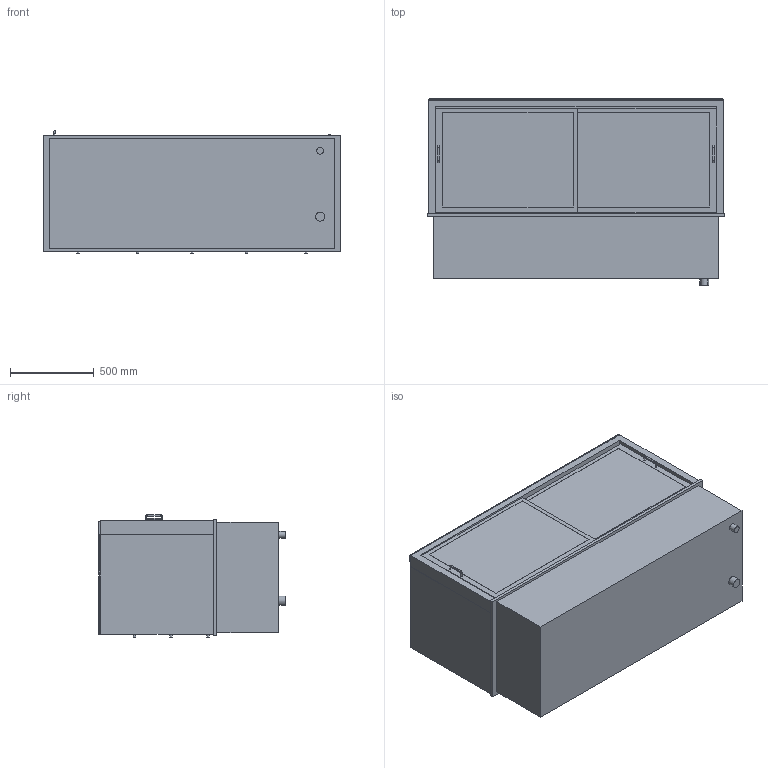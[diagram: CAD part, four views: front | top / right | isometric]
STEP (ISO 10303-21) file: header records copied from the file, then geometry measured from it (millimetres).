
FILE_DESCRIPTION(/* description */ ('vereinfachtes Modell'),/* implementation_level */ '2;1');
FILE_NAME(/* name */ '3D-AKE-00007751.stp',/* time_stamp */ '2024-09-19T14:13:49+02:00',/* author */ ('marina.schachner'),/* organization */ (''),/* preprocessor_version */ 'ST-DEVELOPER v20',/* originating_system */ 'Autodesk Inventor 2024',/* authorisation */ '');
FILE_SCHEMA (('AUTOMOTIVE_DESIGN { 1 0 10303 214 3 1 1 }'));
Length unit declared in the file: millimetre
Products named in the file (1): 3D-AKE-00007751
Bounding box: 1775 x 1116 x 730.99 mm (x, y, z)
Volume: 193721268.6 mm3; surface area: 25298200.4 mm2
Topology: 72 solids, 72 shells, 529 faces, 1146 edges, 764 vertices
Faces by surface type: plane 435, cylinder 75, cone 15, torus 4
Full cylindrical faces by diameter (mm): 8 x6, 15 x15, 40 x1, 55 x1
Entity records: 14261 total; most frequent: CARTESIAN_POINT 2440, DIRECTION 2398, ORIENTED_EDGE 2292, EDGE_CURVE 1146, LINE 954, VECTOR 954, VERTEX_POINT 764, AXIS2_PLACEMENT_3D 722
